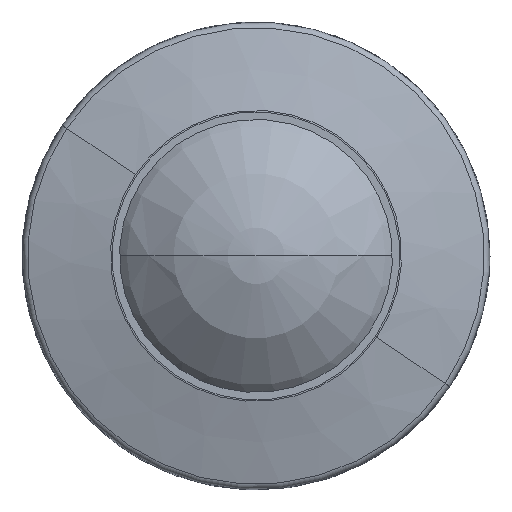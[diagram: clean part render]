
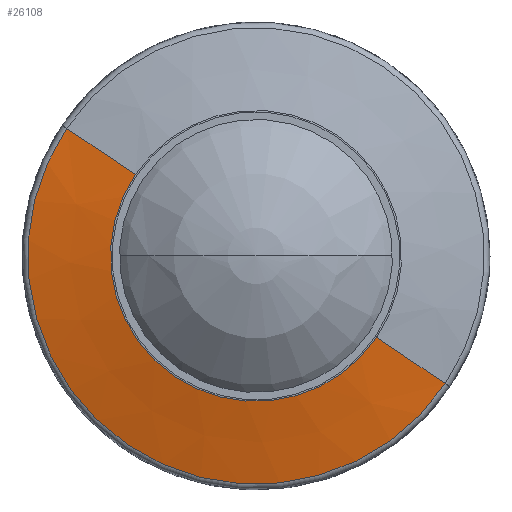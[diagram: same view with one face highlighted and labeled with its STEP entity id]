
A CAD part, top view. The second image highlights one B-rep face of the part: STEP entity #26108.
In plain terms, the highlighted conical face has half-angle 75.143 degrees and reference radius 48.577 mm.
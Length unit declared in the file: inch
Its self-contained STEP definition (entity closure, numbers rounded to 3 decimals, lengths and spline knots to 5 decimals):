
#673 = EDGE_CURVE ( 'NONE', #26918, #27620, #26699, .T. ) ;
#684 = CIRCLE ( 'NONE', #10657, 1.53417 ) ;
#1727 = FACE_OUTER_BOUND ( 'NONE', #18033, .T. ) ;
#3717 = VECTOR ( 'NONE', #30125, 39.37008 ) ;
#5984 = CARTESIAN_POINT ( 'NONE',  ( 1.27188, -0.85789, 0.166 ) ) ;
#6488 = DIRECTION ( 'NONE',  ( 0., 0., -1. ) ) ;
#7456 = ORIENTED_EDGE ( 'NONE', *, *, #31981, .T. ) ;
#8443 = ORIENTED_EDGE ( 'NONE', *, *, #18121, .T. ) ;
#8629 = CARTESIAN_POINT ( 'NONE',  ( 0., 0., 0.06565 ) ) ;
#9708 = DIRECTION ( 'NONE',  ( 0., 0., 1. ) ) ;
#10624 = CARTESIAN_POINT ( 'NONE',  ( 0.81047, -0.54667, 0.31364 ) ) ;
#10657 = AXIS2_PLACEMENT_3D ( 'NONE', #12026, #9708, #19420 ) ;
#12026 = CARTESIAN_POINT ( 'NONE',  ( 0., 0., 0.166 ) ) ;
#12208 = ORIENTED_EDGE ( 'NONE', *, *, #16517, .F. ) ;
#12831 = VERTEX_POINT ( 'NONE', #30699 ) ;
#14515 = AXIS2_PLACEMENT_3D ( 'NONE', #8629, #6488, #16521 ) ;
#15009 = LINE ( 'NONE', #15170, #3717 ) ;
#15170 = CARTESIAN_POINT ( 'NONE',  ( -1.5855, 1.06943, 0.06565 ) ) ;
#15863 = CARTESIAN_POINT ( 'NONE',  ( 1.5855, -1.06943, 0.06565 ) ) ;
#16517 = EDGE_CURVE ( 'NONE', #26918, #19159, #28532, .T. ) ;
#16521 = DIRECTION ( 'NONE',  ( -0.829, 0.559, 0. ) ) ;
#18033 = EDGE_LOOP ( 'NONE', ( #12208, #31191, #7456, #8443 ) ) ;
#18121 = EDGE_CURVE ( 'NONE', #12831, #19159, #684, .T. ) ;
#19159 = VERTEX_POINT ( 'NONE', #5984 ) ;
#19420 = DIRECTION ( 'NONE',  ( -0.829, 0.559, 0. ) ) ;
#21405 = CARTESIAN_POINT ( 'NONE',  ( 0., 0., 0.31364 ) ) ;
#21892 = DIRECTION ( 'NONE',  ( 0., 0., -1. ) ) ;
#21907 = VECTOR ( 'NONE', #25902, 39.37008 ) ;
#25631 = AXIS2_PLACEMENT_3D ( 'NONE', #21405, #21892, #31436 ) ;
#25902 = DIRECTION ( 'NONE',  ( 0.801, -0.54, -0.256 ) ) ;
#26108 = ADVANCED_FACE ( 'NONE', ( #1727 ), #30269, .T. ) ;
#26699 = CIRCLE ( 'NONE', #25631, 0.9776 ) ;
#26918 = VERTEX_POINT ( 'NONE', #10624 ) ;
#27620 = VERTEX_POINT ( 'NONE', #31933 ) ;
#28532 = LINE ( 'NONE', #15863, #21907 ) ;
#30125 = DIRECTION ( 'NONE',  ( -0.801, 0.54, -0.256 ) ) ;
#30269 = CONICAL_SURFACE ( 'NONE', #14515, 1.91246, 1.311 ) ;
#30699 = CARTESIAN_POINT ( 'NONE',  ( -1.27188, 0.85789, 0.166 ) ) ;
#31191 = ORIENTED_EDGE ( 'NONE', *, *, #673, .T. ) ;
#31436 = DIRECTION ( 'NONE',  ( -0.829, 0.559, 0. ) ) ;
#31933 = CARTESIAN_POINT ( 'NONE',  ( -0.81047, 0.54667, 0.31364 ) ) ;
#31981 = EDGE_CURVE ( 'NONE', #27620, #12831, #15009, .T. ) ;
